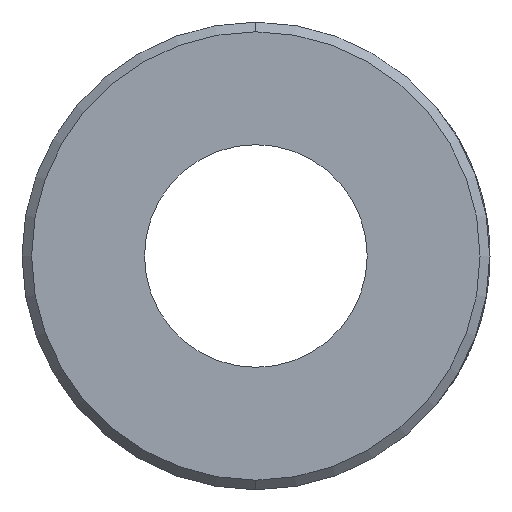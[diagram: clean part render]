
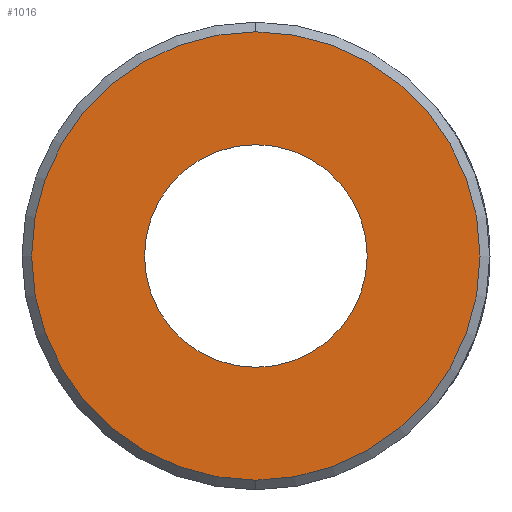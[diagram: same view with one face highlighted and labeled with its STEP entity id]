
A CAD part, front view. The second image highlights one B-rep face of the part: STEP entity #1016.
In plain terms, the highlighted planar face has unit normal (0, -1, 0).
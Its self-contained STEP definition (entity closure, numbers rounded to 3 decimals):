
#23 = EDGE_LOOP ( 'NONE', ( #1138, #483 ) ) ;
#67 = CARTESIAN_POINT ( 'NONE',  ( 0., -1.85, 0. ) ) ;
#140 = EDGE_CURVE ( 'NONE', #1915, #1203, #633, .T. ) ;
#159 = EDGE_CURVE ( 'NONE', #1729, #2403, #246, .T. ) ;
#246 = CIRCLE ( 'NONE', #1173, 7.047 ) ;
#249 = AXIS2_PLACEMENT_3D ( 'NONE', #685, #860, #1992 ) ;
#413 = ORIENTED_EDGE ( 'NONE', *, *, #159, .T. ) ;
#437 = DIRECTION ( 'NONE',  ( 0., 0., 1. ) ) ;
#453 = EDGE_CURVE ( 'NONE', #2403, #1729, #2097, .T. ) ;
#483 = ORIENTED_EDGE ( 'NONE', *, *, #1957, .T. ) ;
#623 = EDGE_LOOP ( 'NONE', ( #1238, #413 ) ) ;
#633 = CIRCLE ( 'NONE', #2023, 3.5 ) ;
#685 = CARTESIAN_POINT ( 'NONE',  ( 0., -1.85, 0. ) ) ;
#707 = CARTESIAN_POINT ( 'NONE',  ( 0., -1.85, 0. ) ) ;
#727 = CARTESIAN_POINT ( 'NONE',  ( 0., -1.85, -3.5 ) ) ;
#748 = AXIS2_PLACEMENT_3D ( 'NONE', #1537, #2124, #2083 ) ;
#827 = CARTESIAN_POINT ( 'NONE',  ( 0., -1.85, 7.047 ) ) ;
#834 = CIRCLE ( 'NONE', #1140, 3.5 ) ;
#860 = DIRECTION ( 'NONE',  ( 0., -1., 0. ) ) ;
#901 = DIRECTION ( 'NONE',  ( 0., -1., 0. ) ) ;
#1016 = ADVANCED_FACE ( 'NONE', ( #2143, #2129 ), #1936, .F. ) ;
#1138 = ORIENTED_EDGE ( 'NONE', *, *, #140, .T. ) ;
#1140 = AXIS2_PLACEMENT_3D ( 'NONE', #67, #2294, #437 ) ;
#1173 = AXIS2_PLACEMENT_3D ( 'NONE', #1866, #901, #2437 ) ;
#1203 = VERTEX_POINT ( 'NONE', #727 ) ;
#1238 = ORIENTED_EDGE ( 'NONE', *, *, #453, .T. ) ;
#1358 = CARTESIAN_POINT ( 'NONE',  ( 0., -1.85, 3.5 ) ) ;
#1498 = DIRECTION ( 'NONE',  ( 0., 0., 1. ) ) ;
#1537 = CARTESIAN_POINT ( 'NONE',  ( 0., -1.85, 0. ) ) ;
#1729 = VERTEX_POINT ( 'NONE', #2361 ) ;
#1866 = CARTESIAN_POINT ( 'NONE',  ( 0., -1.85, 0. ) ) ;
#1886 = DIRECTION ( 'NONE',  ( 0., 1., 0. ) ) ;
#1915 = VERTEX_POINT ( 'NONE', #1358 ) ;
#1936 = PLANE ( 'NONE',  #748 ) ;
#1957 = EDGE_CURVE ( 'NONE', #1203, #1915, #834, .T. ) ;
#1992 = DIRECTION ( 'NONE',  ( 0., 0., 1. ) ) ;
#2023 = AXIS2_PLACEMENT_3D ( 'NONE', #707, #1886, #1498 ) ;
#2083 = DIRECTION ( 'NONE',  ( 0., 0., 1. ) ) ;
#2097 = CIRCLE ( 'NONE', #249, 7.047 ) ;
#2124 = DIRECTION ( 'NONE',  ( 0., 1., 0. ) ) ;
#2129 = FACE_BOUND ( 'NONE', #23, .T. ) ;
#2143 = FACE_OUTER_BOUND ( 'NONE', #623, .T. ) ;
#2294 = DIRECTION ( 'NONE',  ( 0., 1., 0. ) ) ;
#2361 = CARTESIAN_POINT ( 'NONE',  ( 0., -1.85, -7.047 ) ) ;
#2403 = VERTEX_POINT ( 'NONE', #827 ) ;
#2437 = DIRECTION ( 'NONE',  ( 0., 0., 1. ) ) ;
